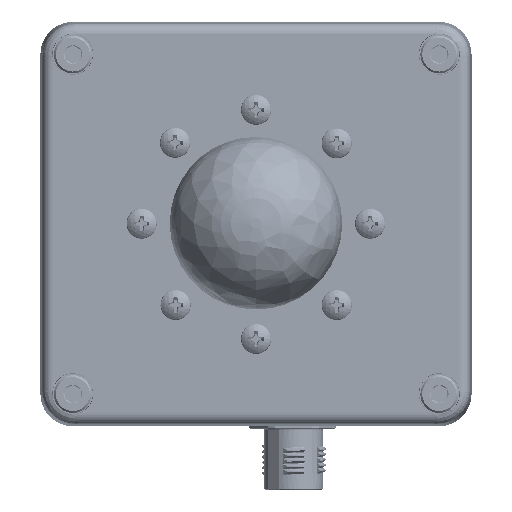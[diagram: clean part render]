
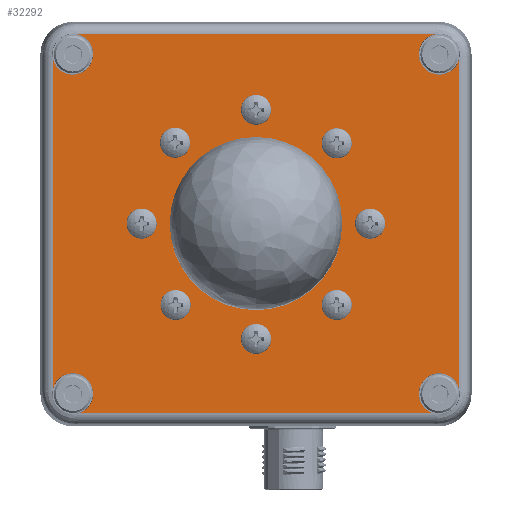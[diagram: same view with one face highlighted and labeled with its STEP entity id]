
A CAD part, top view. The second image highlights one B-rep face of the part: STEP entity #32292.
In plain terms, the highlighted face is planar.
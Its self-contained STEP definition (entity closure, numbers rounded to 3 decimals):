
#2396=FACE_BOUND('',#10715,.T.);
#2397=FACE_BOUND('',#10716,.T.);
#2398=FACE_BOUND('',#10717,.T.);
#2399=FACE_BOUND('',#10718,.T.);
#2400=FACE_BOUND('',#10719,.T.);
#2401=FACE_BOUND('',#10720,.T.);
#2402=FACE_BOUND('',#10721,.T.);
#2403=FACE_BOUND('',#10722,.T.);
#2404=FACE_BOUND('',#10723,.T.);
#2582=PLANE('',#34419);
#3402=LINE('',#46007,#6015);
#3403=LINE('',#46013,#6016);
#3404=LINE('',#46019,#6017);
#3405=LINE('',#46022,#6018);
#6015=VECTOR('',#36839,1.);
#6016=VECTOR('',#36844,1.);
#6017=VECTOR('',#36849,1.);
#6018=VECTOR('',#36852,1.);
#8788=FACE_OUTER_BOUND('',#10714,.T.);
#10714=EDGE_LOOP('',(#22630,#22631,#22632,#22633,#22634,#22635,#22636,#22637,
#22638,#22639));
#10715=EDGE_LOOP('',(#22640));
#10716=EDGE_LOOP('',(#22641));
#10717=EDGE_LOOP('',(#22642));
#10718=EDGE_LOOP('',(#22643));
#10719=EDGE_LOOP('',(#22644));
#10720=EDGE_LOOP('',(#22645));
#10721=EDGE_LOOP('',(#22646));
#10722=EDGE_LOOP('',(#22647));
#10723=EDGE_LOOP('',(#22648));
#12779=CIRCLE('',#34370,1.5);
#12780=CIRCLE('',#34372,1.5);
#12781=CIRCLE('',#34374,1.5);
#12783=CIRCLE('',#34378,1.5);
#12784=CIRCLE('',#34380,1.5);
#12785=CIRCLE('',#34382,1.5);
#12786=CIRCLE('',#34384,1.5);
#12787=CIRCLE('',#34386,1.5);
#12801=CIRCLE('',#34420,3.8);
#12802=CIRCLE('',#34421,3.8);
#12803=CIRCLE('',#34422,3.8);
#12804=CIRCLE('',#34423,3.8);
#12805=CIRCLE('',#34424,3.8);
#12806=CIRCLE('',#34425,3.8);
#12807=CIRCLE('',#34426,16.);
#13959=VERTEX_POINT('',#45892);
#13960=VERTEX_POINT('',#45896);
#13961=VERTEX_POINT('',#45900);
#13963=VERTEX_POINT('',#45908);
#13964=VERTEX_POINT('',#45912);
#13965=VERTEX_POINT('',#45916);
#13966=VERTEX_POINT('',#45920);
#13967=VERTEX_POINT('',#45924);
#13987=VERTEX_POINT('',#46003);
#13988=VERTEX_POINT('',#46004);
#13989=VERTEX_POINT('',#46006);
#13990=VERTEX_POINT('',#46008);
#13991=VERTEX_POINT('',#46010);
#13992=VERTEX_POINT('',#46012);
#13993=VERTEX_POINT('',#46014);
#13994=VERTEX_POINT('',#46016);
#13995=VERTEX_POINT('',#46018);
#13996=VERTEX_POINT('',#46020);
#13997=VERTEX_POINT('',#46023);
#17296=EDGE_CURVE('',#13959,#13959,#12779,.T.);
#17298=EDGE_CURVE('',#13960,#13960,#12780,.T.);
#17300=EDGE_CURVE('',#13961,#13961,#12781,.T.);
#17304=EDGE_CURVE('',#13963,#13963,#12783,.T.);
#17306=EDGE_CURVE('',#13964,#13964,#12784,.T.);
#17308=EDGE_CURVE('',#13965,#13965,#12785,.T.);
#17310=EDGE_CURVE('',#13966,#13966,#12786,.T.);
#17312=EDGE_CURVE('',#13967,#13967,#12787,.T.);
#17350=EDGE_CURVE('',#13987,#13988,#12801,.T.);
#17351=EDGE_CURVE('',#13988,#13989,#3402,.T.);
#17352=EDGE_CURVE('',#13989,#13990,#12802,.T.);
#17353=EDGE_CURVE('',#13990,#13991,#12803,.T.);
#17354=EDGE_CURVE('',#13991,#13992,#3403,.T.);
#17355=EDGE_CURVE('',#13992,#13993,#12804,.T.);
#17356=EDGE_CURVE('',#13993,#13994,#12805,.T.);
#17357=EDGE_CURVE('',#13994,#13995,#3404,.T.);
#17358=EDGE_CURVE('',#13995,#13996,#12806,.T.);
#17359=EDGE_CURVE('',#13996,#13987,#3405,.T.);
#17360=EDGE_CURVE('',#13997,#13997,#12807,.T.);
#22630=ORIENTED_EDGE('',*,*,#17350,.T.);
#22631=ORIENTED_EDGE('',*,*,#17351,.T.);
#22632=ORIENTED_EDGE('',*,*,#17352,.T.);
#22633=ORIENTED_EDGE('',*,*,#17353,.T.);
#22634=ORIENTED_EDGE('',*,*,#17354,.T.);
#22635=ORIENTED_EDGE('',*,*,#17355,.T.);
#22636=ORIENTED_EDGE('',*,*,#17356,.T.);
#22637=ORIENTED_EDGE('',*,*,#17357,.T.);
#22638=ORIENTED_EDGE('',*,*,#17358,.T.);
#22639=ORIENTED_EDGE('',*,*,#17359,.T.);
#22640=ORIENTED_EDGE('',*,*,#17304,.F.);
#22641=ORIENTED_EDGE('',*,*,#17298,.F.);
#22642=ORIENTED_EDGE('',*,*,#17306,.F.);
#22643=ORIENTED_EDGE('',*,*,#17308,.F.);
#22644=ORIENTED_EDGE('',*,*,#17296,.F.);
#22645=ORIENTED_EDGE('',*,*,#17360,.F.);
#22646=ORIENTED_EDGE('',*,*,#17300,.F.);
#22647=ORIENTED_EDGE('',*,*,#17310,.F.);
#22648=ORIENTED_EDGE('',*,*,#17312,.F.);
#32292=ADVANCED_FACE('',(#8788,#2396,#2397,#2398,#2399,#2400,#2401,#2402,
#2403,#2404),#2582,.T.);
#34370=AXIS2_PLACEMENT_3D('',#45894,#36705,#36706);
#34372=AXIS2_PLACEMENT_3D('',#45898,#36710,#36711);
#34374=AXIS2_PLACEMENT_3D('',#45902,#36715,#36716);
#34378=AXIS2_PLACEMENT_3D('',#45910,#36725,#36726);
#34380=AXIS2_PLACEMENT_3D('',#45914,#36730,#36731);
#34382=AXIS2_PLACEMENT_3D('',#45918,#36735,#36736);
#34384=AXIS2_PLACEMENT_3D('',#45922,#36740,#36741);
#34386=AXIS2_PLACEMENT_3D('',#45926,#36745,#36746);
#34419=AXIS2_PLACEMENT_3D('',#46002,#36835,#36836);
#34420=AXIS2_PLACEMENT_3D('',#46005,#36837,#36838);
#34421=AXIS2_PLACEMENT_3D('',#46009,#36840,#36841);
#34422=AXIS2_PLACEMENT_3D('',#46011,#36842,#36843);
#34423=AXIS2_PLACEMENT_3D('',#46015,#36845,#36846);
#34424=AXIS2_PLACEMENT_3D('',#46017,#36847,#36848);
#34425=AXIS2_PLACEMENT_3D('',#46021,#36850,#36851);
#34426=AXIS2_PLACEMENT_3D('',#46024,#36853,#36854);
#36705=DIRECTION('center_axis',(0.,1.,0.));
#36706=DIRECTION('ref_axis',(0.,0.,1.));
#36710=DIRECTION('center_axis',(0.,1.,0.));
#36711=DIRECTION('ref_axis',(-0.707,0.,0.707));
#36715=DIRECTION('center_axis',(0.,1.,0.));
#36716=DIRECTION('ref_axis',(0.,0.,1.));
#36725=DIRECTION('center_axis',(0.,1.,0.));
#36726=DIRECTION('ref_axis',(0.,0.,1.));
#36730=DIRECTION('center_axis',(0.,1.,0.));
#36731=DIRECTION('ref_axis',(0.,0.,1.));
#36735=DIRECTION('center_axis',(0.,1.,0.));
#36736=DIRECTION('ref_axis',(-0.707,0.,0.707));
#36740=DIRECTION('center_axis',(0.,1.,0.));
#36741=DIRECTION('ref_axis',(-0.707,0.,0.707));
#36745=DIRECTION('center_axis',(0.,1.,0.));
#36746=DIRECTION('ref_axis',(-0.707,0.,0.707));
#36835=DIRECTION('center_axis',(0.,1.,0.));
#36836=DIRECTION('ref_axis',(-1.,0.,0.));
#36837=DIRECTION('center_axis',(0.,-1.,0.));
#36838=DIRECTION('ref_axis',(-1.,0.,0.));
#36839=DIRECTION('',(-1.,0.,0.));
#36840=DIRECTION('center_axis',(0.,-1.,0.));
#36841=DIRECTION('ref_axis',(-1.,0.,0.));
#36842=DIRECTION('center_axis',(0.,-1.,0.));
#36843=DIRECTION('ref_axis',(-1.,0.,0.));
#36844=DIRECTION('',(0.,0.,1.));
#36845=DIRECTION('center_axis',(0.,-1.,0.));
#36846=DIRECTION('ref_axis',(-1.,0.,0.));
#36847=DIRECTION('center_axis',(0.,-1.,0.));
#36848=DIRECTION('ref_axis',(-1.,0.,0.));
#36849=DIRECTION('',(1.,0.,0.));
#36850=DIRECTION('center_axis',(0.,-1.,0.));
#36851=DIRECTION('ref_axis',(-1.,0.,0.));
#36852=DIRECTION('',(0.,0.,-1.));
#36853=DIRECTION('center_axis',(0.,1.,0.));
#36854=DIRECTION('ref_axis',(0.,0.,1.));
#45892=CARTESIAN_POINT('',(15.,36.,-16.5));
#45894=CARTESIAN_POINT('Origin',(15.,36.,-15.));
#45896=CARTESIAN_POINT('',(1.061,36.,-22.274));
#45898=CARTESIAN_POINT('Origin',(0.,36.,-21.213));
#45900=CARTESIAN_POINT('',(15.,36.,13.5));
#45902=CARTESIAN_POINT('Origin',(15.,36.,15.));
#45908=CARTESIAN_POINT('',(-15.,36.,-16.5));
#45910=CARTESIAN_POINT('Origin',(-15.,36.,-15.));
#45912=CARTESIAN_POINT('',(-15.,36.,13.5));
#45914=CARTESIAN_POINT('Origin',(-15.,36.,15.));
#45916=CARTESIAN_POINT('',(-20.153,36.,-1.061));
#45918=CARTESIAN_POINT('Origin',(-21.213,36.,0.));
#45920=CARTESIAN_POINT('',(22.274,36.,-1.061));
#45922=CARTESIAN_POINT('Origin',(21.213,36.,0.));
#45924=CARTESIAN_POINT('',(1.061,36.,20.153));
#45926=CARTESIAN_POINT('Origin',(0.,36.,21.213));
#46002=CARTESIAN_POINT('Origin',(0.,36.,0.));
#46003=CARTESIAN_POINT('',(37.659,36.,-30.474));
#46004=CARTESIAN_POINT('',(32.974,36.,-35.159));
#46005=CARTESIAN_POINT('Origin',(34.,36.,-31.5));
#46006=CARTESIAN_POINT('',(-32.974,36.,-35.159));
#46007=CARTESIAN_POINT('',(0.,36.,-35.159));
#46008=CARTESIAN_POINT('',(-30.2,36.,-31.5));
#46009=CARTESIAN_POINT('Origin',(-34.,36.,-31.5));
#46010=CARTESIAN_POINT('',(-37.659,36.,-30.474));
#46011=CARTESIAN_POINT('Origin',(-34.,36.,-31.5));
#46012=CARTESIAN_POINT('',(-37.659,36.,30.474));
#46013=CARTESIAN_POINT('',(-37.659,36.,0.));
#46014=CARTESIAN_POINT('',(-30.2,36.,31.5));
#46015=CARTESIAN_POINT('Origin',(-34.,36.,31.5));
#46016=CARTESIAN_POINT('',(-32.974,36.,35.159));
#46017=CARTESIAN_POINT('Origin',(-34.,36.,31.5));
#46018=CARTESIAN_POINT('',(32.974,36.,35.159));
#46019=CARTESIAN_POINT('',(0.,36.,35.159));
#46020=CARTESIAN_POINT('',(37.659,36.,30.474));
#46021=CARTESIAN_POINT('Origin',(34.,36.,31.5));
#46022=CARTESIAN_POINT('',(37.659,36.,0.));
#46023=CARTESIAN_POINT('',(0.,36.,-16.));
#46024=CARTESIAN_POINT('Origin',(0.,36.,0.));
